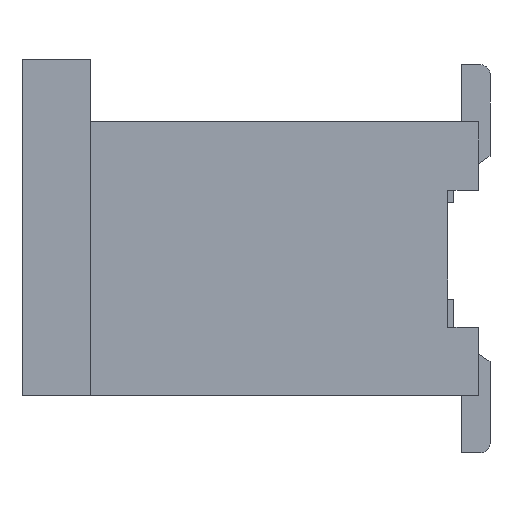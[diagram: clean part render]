
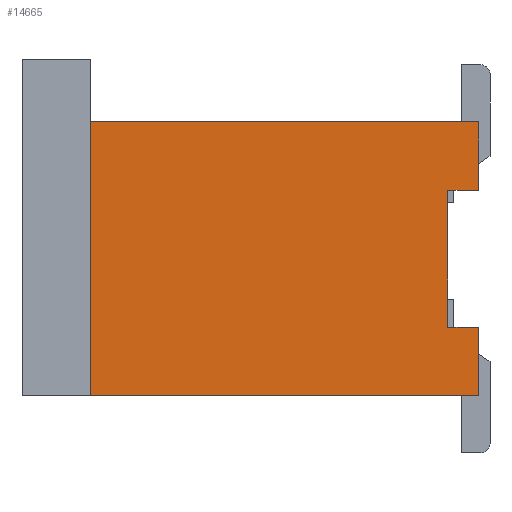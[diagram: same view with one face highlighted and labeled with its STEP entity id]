
A CAD part, left-side view. The second image highlights one B-rep face of the part: STEP entity #14665.
In plain terms, the highlighted planar face has unit normal (-1, 0, 0).
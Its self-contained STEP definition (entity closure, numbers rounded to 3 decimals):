
#53=DIRECTION('',(0.,0.,1.));
#54=VECTOR('',#53,2.4);
#55=CARTESIAN_POINT('',(-3.7,1.4,-0.94));
#56=LINE('',#55,#54);
#1298=DIRECTION('',(0.,0.,-1.));
#1299=VECTOR('',#1298,1.2);
#1300=CARTESIAN_POINT('',(-3.7,-1.73,0.86));
#1301=LINE('',#1300,#1299);
#1592=DIRECTION('',(0.,-1.,0.));
#1593=VECTOR('',#1592,3.4);
#1594=CARTESIAN_POINT('',(-3.7,1.4,1.46));
#1595=LINE('',#1594,#1593);
#1868=DIRECTION('',(0.,1.,0.));
#1869=VECTOR('',#1868,3.4);
#1870=CARTESIAN_POINT('',(-3.7,-2.,-0.94));
#1871=LINE('',#1870,#1869);
#4435=DIRECTION('',(0.,0.,-1.));
#4436=VECTOR('',#4435,0.6);
#4437=CARTESIAN_POINT('',(-3.7,-2.,1.46));
#4438=LINE('',#4437,#4436);
#4459=DIRECTION('',(0.,1.,0.));
#4460=VECTOR('',#4459,0.27);
#4461=CARTESIAN_POINT('',(-3.7,-2.,0.86));
#4462=LINE('',#4461,#4460);
#4483=DIRECTION('',(0.,-1.,0.));
#4484=VECTOR('',#4483,0.27);
#4485=CARTESIAN_POINT('',(-3.7,-1.73,-0.34));
#4486=LINE('',#4485,#4484);
#4507=DIRECTION('',(0.,0.,-1.));
#4508=VECTOR('',#4507,0.6);
#4509=CARTESIAN_POINT('',(-3.7,-2.,-0.34));
#4510=LINE('',#4509,#4508);
#6803=CARTESIAN_POINT('',(-3.7,1.4,1.46));
#6804=CARTESIAN_POINT('',(-3.7,-2.,1.46));
#6805=VERTEX_POINT('',#6803);
#6806=VERTEX_POINT('',#6804);
#6809=CARTESIAN_POINT('',(-3.7,1.4,-0.94));
#6810=VERTEX_POINT('',#6809);
#6815=CARTESIAN_POINT('',(-3.7,-2.,-0.34));
#6816=CARTESIAN_POINT('',(-3.7,-2.,-0.94));
#6817=VERTEX_POINT('',#6815);
#6818=VERTEX_POINT('',#6816);
#6827=CARTESIAN_POINT('',(-3.7,-2.,0.86));
#6828=VERTEX_POINT('',#6827);
#6831=CARTESIAN_POINT('',(-3.7,-1.73,0.86));
#6832=VERTEX_POINT('',#6831);
#6835=CARTESIAN_POINT('',(-3.7,-1.73,-0.34));
#6836=VERTEX_POINT('',#6835);
#14648=CARTESIAN_POINT('',(-3.7,-2.,-2.5));
#14649=DIRECTION('',(1.,0.,0.));
#14650=DIRECTION('',(0.,1.,0.));
#14651=AXIS2_PLACEMENT_3D('',#14648,#14649,#14650);
#14652=PLANE('',#14651);
#14653=ORIENTED_EDGE('',*,*,#10389,.T.);
#14654=ORIENTED_EDGE('',*,*,#14612,.T.);
#14655=ORIENTED_EDGE('',*,*,#14639,.T.);
#14656=ORIENTED_EDGE('',*,*,#10153,.T.);
#14658=ORIENTED_EDGE('',*,*,#14657,.T.);
#14660=ORIENTED_EDGE('',*,*,#14659,.T.);
#14661=ORIENTED_EDGE('',*,*,#10812,.T.);
#14662=ORIENTED_EDGE('',*,*,#8976,.T.);
#14663=EDGE_LOOP('',(#14653,#14654,#14655,#14656,#14658,#14660,#14661,#14662));
#14664=FACE_OUTER_BOUND('',#14663,.F.);
#14665=ADVANCED_FACE('',(#14664),#14652,.F.);
#8976=EDGE_CURVE('',#6810,#6805,#56,.T.);
#10153=EDGE_CURVE('',#6832,#6836,#1301,.T.);
#10389=EDGE_CURVE('',#6805,#6806,#1595,.T.);
#10812=EDGE_CURVE('',#6818,#6810,#1871,.T.);
#14612=EDGE_CURVE('',#6806,#6828,#4438,.T.);
#14639=EDGE_CURVE('',#6828,#6832,#4462,.T.);
#14657=EDGE_CURVE('',#6836,#6817,#4486,.T.);
#14659=EDGE_CURVE('',#6817,#6818,#4510,.T.);
